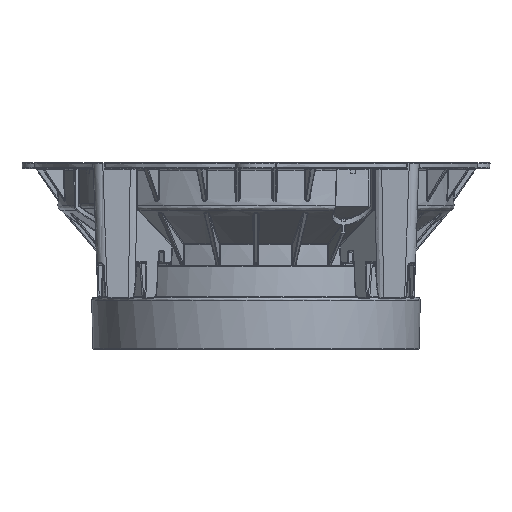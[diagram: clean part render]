
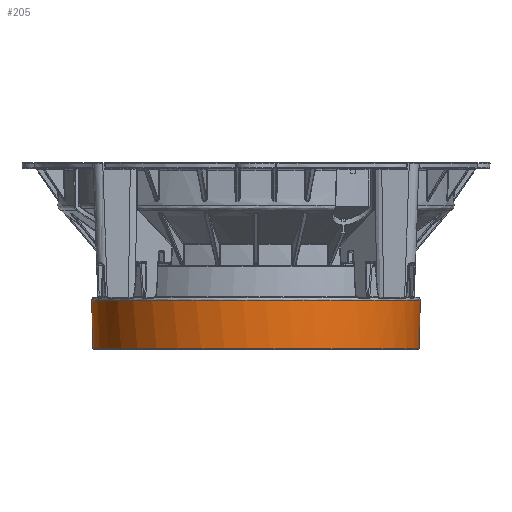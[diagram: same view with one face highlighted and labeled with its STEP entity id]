
A CAD part, front view. The second image highlights one B-rep face of the part: STEP entity #205.
In plain terms, the highlighted free-form (B-spline) face has degree [2, 1] with [5, 2] control points.
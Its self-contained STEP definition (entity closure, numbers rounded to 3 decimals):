
#205=ADVANCED_FACE('',(#2375),#30001,.T.);
#2375=FACE_OUTER_BOUND('',#4573,.T.);
#4573=EDGE_LOOP('',(#7291,#7292,#7293,#7294));
#7291=ORIENTED_EDGE('',*,*,#17153,.T.);
#7292=ORIENTED_EDGE('',*,*,#17124,.T.);
#7293=ORIENTED_EDGE('',*,*,#17130,.F.);
#7294=ORIENTED_EDGE('',*,*,#17120,.T.);
#17120=EDGE_CURVE('',#27216,#27217,#22048,.T.);
#17124=EDGE_CURVE('',#27222,#27223,#22052,.T.);
#17130=EDGE_CURVE('',#27216,#27223,#25483,.T.);
#17153=EDGE_CURVE('',#27217,#27222,#25485,.T.);
#22048=(
BOUNDED_CURVE()
B_SPLINE_CURVE(2,(#36107,#36108,#36109,#36110,#36111),.UNSPECIFIED.,.F.,
 .F.)
B_SPLINE_CURVE_WITH_KNOTS((3,2,3),(0.,172.939,345.878),
 .UNSPECIFIED.)
CURVE()
GEOMETRIC_REPRESENTATION_ITEM()
RATIONAL_B_SPLINE_CURVE((1.,0.707,1.,0.707,1.))
REPRESENTATION_ITEM('')
);
#22052=(
BOUNDED_CURVE()
B_SPLINE_CURVE(2,(#36123,#36124,#36125,#36126,#36127),.UNSPECIFIED.,.F.,
 .F.)
B_SPLINE_CURVE_WITH_KNOTS((3,2,3),(0.,174.274,348.548),
 .UNSPECIFIED.)
CURVE()
GEOMETRIC_REPRESENTATION_ITEM()
RATIONAL_B_SPLINE_CURVE((1.,0.707,1.,0.707,1.))
REPRESENTATION_ITEM('')
);
#25483=B_SPLINE_CURVE_WITH_KNOTS('',1,(#36149,#36150),.UNSPECIFIED.,.F.,
 .F.,(2,2),(3.857,36.329),.UNSPECIFIED.);
#25485=B_SPLINE_CURVE_WITH_KNOTS('',1,(#36245,#36246),.UNSPECIFIED.,.F.,
 .F.,(2,2),(3.865,36.36),.UNSPECIFIED.);
#27216=VERTEX_POINT('',#36054);
#27217=VERTEX_POINT('',#36055);
#27222=VERTEX_POINT('',#36060);
#27223=VERTEX_POINT('',#36061);
#30001=(
BOUNDED_SURFACE()
B_SPLINE_SURFACE(2,1,((#35770,#35771),(#35772,#35773),(#35774,#35775),(#35776,
#35777),(#35778,#35779)),.UNSPECIFIED.,.F.,.F.,.F.)
B_SPLINE_SURFACE_WITH_KNOTS((3,2,3),(2,2),(0.,174.433,348.865),
(0.,40.186),.UNSPECIFIED.)
GEOMETRIC_REPRESENTATION_ITEM()
RATIONAL_B_SPLINE_SURFACE(((1.,1.),(0.707,0.707),
(1.,1.),(0.707,0.707),(1.,1.)))
REPRESENTATION_ITEM('')
SURFACE()
);
#35770=CARTESIAN_POINT('',(-109.995,-1.917,-112.483));
#35771=CARTESIAN_POINT('',(-111.047,-1.917,-72.311));
#35772=CARTESIAN_POINT('',(-109.995,-111.912,-112.483));
#35773=CARTESIAN_POINT('',(-111.047,-112.964,-72.311));
#35774=CARTESIAN_POINT('',(0.,-111.912,-112.483));
#35775=CARTESIAN_POINT('',(0.,-112.964,-72.311));
#35776=CARTESIAN_POINT('',(109.995,-111.912,-112.483));
#35777=CARTESIAN_POINT('',(111.047,-112.964,-72.311));
#35778=CARTESIAN_POINT('',(109.995,-1.917,-112.483));
#35779=CARTESIAN_POINT('',(111.047,-1.917,-72.311));
#36054=CARTESIAN_POINT('',(-110.096,-1.917,-108.627));
#36055=CARTESIAN_POINT('',(110.096,-1.917,-108.62));
#36060=CARTESIAN_POINT('',(110.947,-1.917,-76.135));
#36061=CARTESIAN_POINT('',(-110.946,-1.917,-76.167));
#36107=CARTESIAN_POINT('',(-110.096,-1.917,-108.627));
#36108=CARTESIAN_POINT('',(-110.096,-112.013,-108.627));
#36109=CARTESIAN_POINT('',(0.,-112.013,-108.623));
#36110=CARTESIAN_POINT('',(110.096,-112.013,-108.62));
#36111=CARTESIAN_POINT('',(110.096,-1.917,-108.62));
#36123=CARTESIAN_POINT('',(110.947,-1.917,-76.135));
#36124=CARTESIAN_POINT('',(110.947,-112.864,-76.135));
#36125=CARTESIAN_POINT('',(0.,-112.864,-76.151));
#36126=CARTESIAN_POINT('',(-110.946,-112.864,-76.167));
#36127=CARTESIAN_POINT('',(-110.946,-1.917,-76.167));
#36149=CARTESIAN_POINT('',(-110.096,-1.917,-108.627));
#36150=CARTESIAN_POINT('',(-110.946,-1.917,-76.167));
#36245=CARTESIAN_POINT('',(110.096,-1.917,-108.62));
#36246=CARTESIAN_POINT('',(110.947,-1.917,-76.135));
